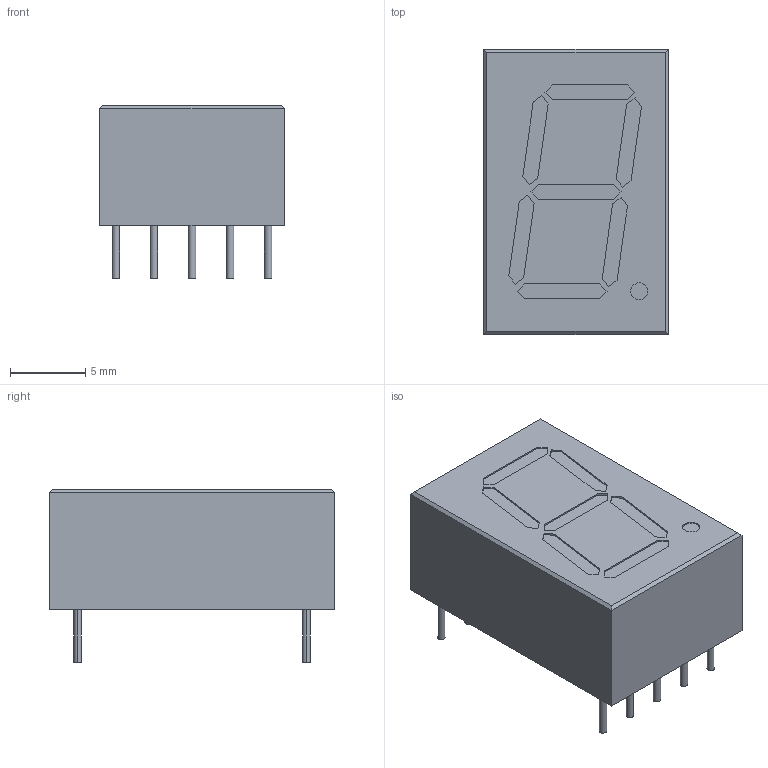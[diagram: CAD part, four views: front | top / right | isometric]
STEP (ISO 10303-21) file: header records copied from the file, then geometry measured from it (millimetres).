
FILE_DESCRIPTION (( 'STEP AP214' ), '1' );
FILE_NAME ('91E24F39-35B6-4C8F-B785-3691AC0B9532.STEP', '2023-07-11T09:54:35', ( '' ), ( '' ), 'SwSTEP 2.0', 'SolidWorks 2022', '' );
FILE_SCHEMA (( 'AUTOMOTIVE_DESIGN' ));
Length unit declared in the file: millimetre
Products named in the file (1): 91E24F39-35B6-4C8F-B785-3691AC0B9532
Bounding box: 12.3 x 19 x 11.5 mm (x, y, z)
Volume: 1871.3 mm3; surface area: 1025.1 mm2
Topology: 1 solids, 1 shells, 92 faces, 212 edges, 140 vertices
Faces by surface type: plane 70, cylinder 22
Entity records: 3579 total; most frequent: CARTESIAN_POINT 445, DIRECTION 442, ORIENTED_EDGE 424, EDGE_CURVE 212, VECTOR 168, LINE 168, VERTEX_POINT 140, AXIS2_PLACEMENT_3D 137
